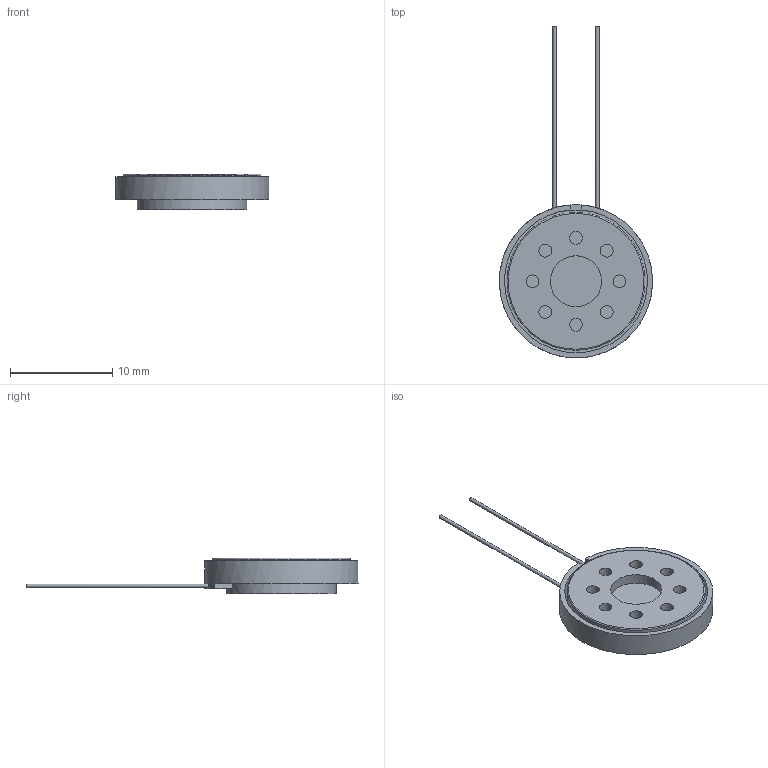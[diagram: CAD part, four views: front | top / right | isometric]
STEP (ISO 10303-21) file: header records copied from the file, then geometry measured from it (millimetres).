
FILE_DESCRIPTION(/* description */ ('Alibre Inc.'),/* implementation_level */ '2;1');
FILE_NAME(/* name */ 'export0',/* time_stamp */ '2018-04-17T19:02:09-05:00',/* author */ (''),/* organization */ (''),/* preprocessor_version */ 'ST-DEVELOPER v14',/* originating_system */ 'Alibre',/* authorisation */ '');
FILE_SCHEMA (('AUTOMOTIVE_DESIGN'));
Length unit declared in the file: centimetre
Bounding box: 15 x 32.5 x 3.5 mm (x, y, z)
Volume: 484.6 mm3; surface area: 741.2 mm2
Topology: 1 solids, 1 shells, 39 faces, 74 edges, 49 vertices
Faces by surface type: plane 23, cylinder 15, torus 1
Full cylindrical faces by diameter (mm): 0.344 x2, 1.25 x8, 5 x1, 10.75 x1, 13.5 x1, 15 x1
Entity records: 943 total; most frequent: CARTESIAN_POINT 207, DIRECTION 140, ORIENTED_EDGE 112, AXIS2_PLACEMENT_3D 71, EDGE_LOOP 66, FACE_BOUND 66, EDGE_CURVE 56, VERTEX_POINT 46
